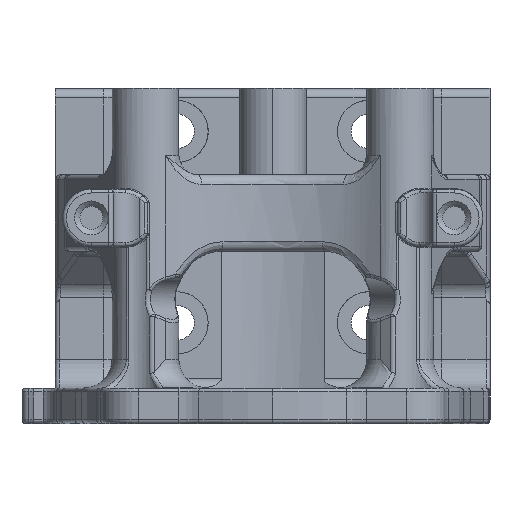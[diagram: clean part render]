
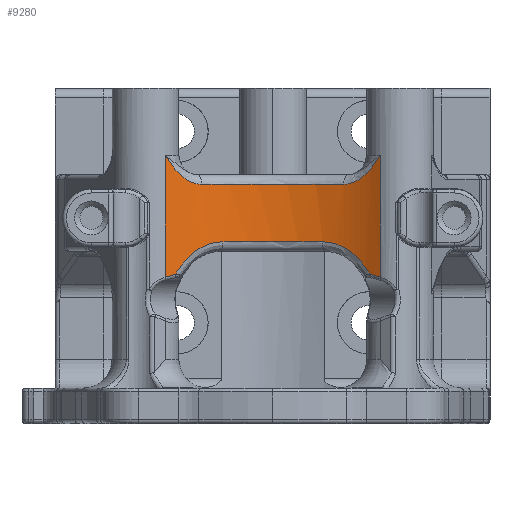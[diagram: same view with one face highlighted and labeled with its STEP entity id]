
A CAD part, front view. The second image highlights one B-rep face of the part: STEP entity #9280.
In plain terms, the highlighted cylindrical face has radius 19.085 mm (diameter 38.17 mm), a partial arc.
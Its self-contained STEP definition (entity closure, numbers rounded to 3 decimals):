
#514=LINE('',#15575,#972);
#638=LINE('',#18932,#1096);
#972=VECTOR('',#11573,10.);
#1096=VECTOR('',#12509,10.);
#1711=FACE_OUTER_BOUND('',#2343,.T.);
#2343=EDGE_LOOP('',(#7616,#7617,#7618,#7619,#7620,#7621,#7622,#7623,#7624,
#7625));
#3078=CIRCLE('',#10321,19.085);
#3079=CIRCLE('',#10322,19.085);
#3362=B_SPLINE_CURVE_WITH_KNOTS('',3,(#16265,#16266,#16267,#16268,#16269),
 .UNSPECIFIED.,.F.,.F.,(4,1,4),(0.,0.296,
0.69),.UNSPECIFIED.);
#3369=B_SPLINE_CURVE_WITH_KNOTS('',3,(#16359,#16360,#16361,#16362),
 .UNSPECIFIED.,.F.,.F.,(4,4),(-0.136,0.),
 .UNSPECIFIED.);
#3370=B_SPLINE_CURVE_WITH_KNOTS('',3,(#16405,#16406,#16407,#16408,#16409,
#16410,#16411,#16412),.UNSPECIFIED.,.F.,.F.,(4,2,1,1,4),(-0.001,
0.,0.227,0.341,0.568),.UNSPECIFIED.);
#3459=B_SPLINE_CURVE_WITH_KNOTS('',3,(#19284,#19285,#19286,#19287,#19288,
#19289,#19290,#19291),.UNSPECIFIED.,.F.,.F.,(4,2,1,1,4),(-0.001,
0.,0.227,0.341,0.568),.UNSPECIFIED.);
#3460=B_SPLINE_CURVE_WITH_KNOTS('',3,(#19293,#19294,#19295,#19296),
 .UNSPECIFIED.,.F.,.F.,(4,4),(-0.136,0.),
 .UNSPECIFIED.);
#3461=B_SPLINE_CURVE_WITH_KNOTS('',3,(#19297,#19298,#19299,#19300,#19301),
 .UNSPECIFIED.,.F.,.F.,(4,1,4),(0.,0.296,
0.69),.UNSPECIFIED.);
#3973=VERTEX_POINT('',#15572);
#3974=VERTEX_POINT('',#15574);
#4028=VERTEX_POINT('',#16233);
#4029=VERTEX_POINT('',#16264);
#4035=VERTEX_POINT('',#16403);
#4194=VERTEX_POINT('',#18925);
#4195=VERTEX_POINT('',#18931);
#4230=VERTEX_POINT('',#19280);
#4231=VERTEX_POINT('',#19282);
#4232=VERTEX_POINT('',#19292);
#4910=EDGE_CURVE('',#3973,#3974,#514,.T.);
#5012=EDGE_CURVE('',#4029,#4028,#3362,.T.);
#5021=EDGE_CURVE('',#4028,#3974,#3369,.T.);
#5023=EDGE_CURVE('',#3973,#4035,#3370,.T.);
#5366=EDGE_CURVE('',#4195,#4194,#638,.T.);
#5426=EDGE_CURVE('',#4230,#4029,#3078,.T.);
#5427=EDGE_CURVE('',#4231,#4035,#3079,.T.);
#5428=EDGE_CURVE('',#4195,#4231,#3459,.T.);
#5429=EDGE_CURVE('',#4232,#4194,#3460,.T.);
#5430=EDGE_CURVE('',#4230,#4232,#3461,.T.);
#7616=ORIENTED_EDGE('',*,*,#5426,.T.);
#7617=ORIENTED_EDGE('',*,*,#5012,.T.);
#7618=ORIENTED_EDGE('',*,*,#5021,.T.);
#7619=ORIENTED_EDGE('',*,*,#4910,.F.);
#7620=ORIENTED_EDGE('',*,*,#5023,.T.);
#7621=ORIENTED_EDGE('',*,*,#5427,.F.);
#7622=ORIENTED_EDGE('',*,*,#5428,.F.);
#7623=ORIENTED_EDGE('',*,*,#5366,.T.);
#7624=ORIENTED_EDGE('',*,*,#5429,.F.);
#7625=ORIENTED_EDGE('',*,*,#5430,.F.);
#8856=CYLINDRICAL_SURFACE('',#10320,19.085);
#9280=ADVANCED_FACE('',(#1711),#8856,.F.);
#10320=AXIS2_PLACEMENT_3D('',#19279,#12624,#12625);
#10321=AXIS2_PLACEMENT_3D('',#19281,#12626,#12627);
#10322=AXIS2_PLACEMENT_3D('',#19283,#12628,#12629);
#11573=DIRECTION('',(0.,0.,-1.));
#12509=DIRECTION('',(0.,0.,-1.));
#12624=DIRECTION('center_axis',(0.,0.,-1.));
#12625=DIRECTION('ref_axis',(0.634,0.773,0.));
#12626=DIRECTION('center_axis',(0.,0.,
-1.));
#12627=DIRECTION('ref_axis',(0.,1.,0.));
#12628=DIRECTION('center_axis',(0.,0.,
-1.));
#12629=DIRECTION('ref_axis',(0.,1.,0.));
#15572=CARTESIAN_POINT('',(56.043,95.171,81.117));
#15574=CARTESIAN_POINT('',(56.043,95.171,68.414));
#15575=CARTESIAN_POINT('',(56.043,95.171,79.117));
#16233=CARTESIAN_POINT('',(54.973,95.896,68.722));
#16264=CARTESIAN_POINT('',(50.004,98.109,72.117));
#16265=CARTESIAN_POINT('Ctrl Pts',(50.004,98.109,72.117));
#16266=CARTESIAN_POINT('Ctrl Pts',(50.905,97.854,72.117));
#16267=CARTESIAN_POINT('Ctrl Pts',(52.958,97.084,71.464));
#16268=CARTESIAN_POINT('Ctrl Pts',(54.334,96.299,69.775));
#16269=CARTESIAN_POINT('Ctrl Pts',(54.973,95.896,68.722));
#16359=CARTESIAN_POINT('Ctrl Pts',(54.973,95.896,68.722));
#16360=CARTESIAN_POINT('Ctrl Pts',(55.342,95.664,68.641));
#16361=CARTESIAN_POINT('Ctrl Pts',(55.698,95.422,68.537));
#16362=CARTESIAN_POINT('Ctrl Pts',(56.043,95.171,68.414));
#16403=CARTESIAN_POINT('',(52.221,97.331,78.117));
#16405=CARTESIAN_POINT('Ctrl Pts',(56.043,95.171,81.117));
#16406=CARTESIAN_POINT('Ctrl Pts',(56.041,95.172,81.115));
#16407=CARTESIAN_POINT('Ctrl Pts',(56.04,95.173,81.113));
#16408=CARTESIAN_POINT('Ctrl Pts',(55.658,95.45,80.537));
#16409=CARTESIAN_POINT('Ctrl Pts',(55.067,95.851,79.671));
#16410=CARTESIAN_POINT('Ctrl Pts',(53.836,96.578,78.511));
#16411=CARTESIAN_POINT('Ctrl Pts',(52.883,97.051,78.117));
#16412=CARTESIAN_POINT('Ctrl Pts',(52.221,97.331,78.117));
#18925=CARTESIAN_POINT('',(33.567,95.171,68.414));
#18931=CARTESIAN_POINT('',(33.567,95.171,81.117));
#18932=CARTESIAN_POINT('',(33.567,95.171,79.117));
#19279=CARTESIAN_POINT('Origin',(44.805,79.745,79.117));
#19280=CARTESIAN_POINT('',(39.606,98.109,72.117));
#19281=CARTESIAN_POINT('Origin',(44.805,79.745,72.117));
#19282=CARTESIAN_POINT('',(37.389,97.331,78.117));
#19283=CARTESIAN_POINT('Origin',(44.805,79.745,78.117));
#19284=CARTESIAN_POINT('Ctrl Pts',(33.567,95.171,81.117));
#19285=CARTESIAN_POINT('Ctrl Pts',(33.569,95.172,81.115));
#19286=CARTESIAN_POINT('Ctrl Pts',(33.57,95.173,81.113));
#19287=CARTESIAN_POINT('Ctrl Pts',(33.952,95.45,80.537));
#19288=CARTESIAN_POINT('Ctrl Pts',(34.543,95.851,79.671));
#19289=CARTESIAN_POINT('Ctrl Pts',(35.774,96.578,78.511));
#19290=CARTESIAN_POINT('Ctrl Pts',(36.727,97.051,78.117));
#19291=CARTESIAN_POINT('Ctrl Pts',(37.389,97.331,78.117));
#19292=CARTESIAN_POINT('',(34.637,95.896,68.722));
#19293=CARTESIAN_POINT('Ctrl Pts',(34.637,95.896,68.722));
#19294=CARTESIAN_POINT('Ctrl Pts',(34.268,95.664,68.641));
#19295=CARTESIAN_POINT('Ctrl Pts',(33.912,95.422,68.537));
#19296=CARTESIAN_POINT('Ctrl Pts',(33.567,95.171,68.414));
#19297=CARTESIAN_POINT('Ctrl Pts',(39.606,98.109,72.117));
#19298=CARTESIAN_POINT('Ctrl Pts',(38.705,97.854,72.117));
#19299=CARTESIAN_POINT('Ctrl Pts',(36.652,97.084,71.464));
#19300=CARTESIAN_POINT('Ctrl Pts',(35.276,96.299,69.775));
#19301=CARTESIAN_POINT('Ctrl Pts',(34.637,95.896,68.722));
